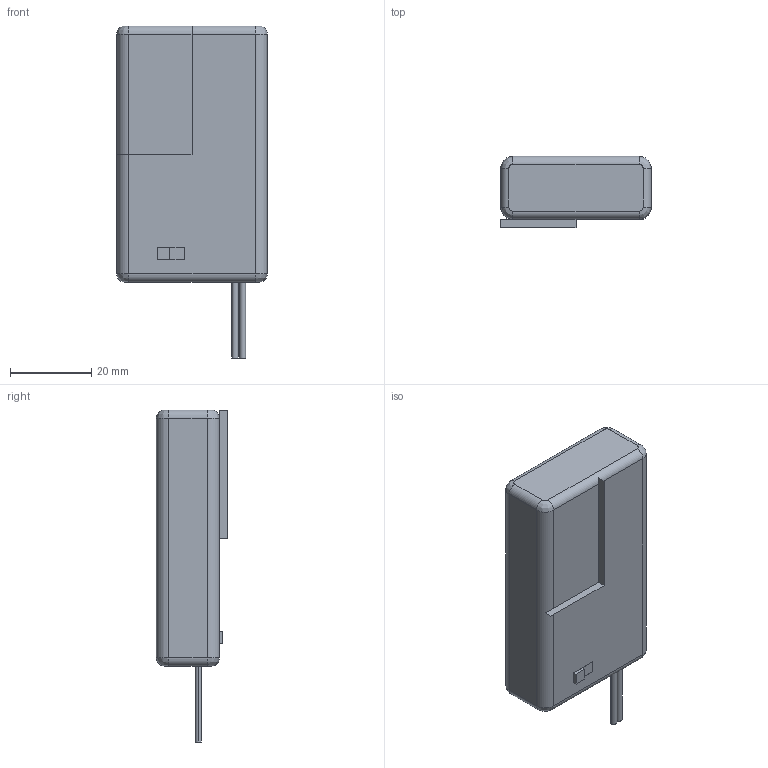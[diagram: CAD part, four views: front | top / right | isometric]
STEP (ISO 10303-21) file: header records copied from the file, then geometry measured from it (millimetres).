
FILE_DESCRIPTION((''),'2;1');
FILE_NAME('3P-AAA000','2025-02-19T11:43:09',('qinghui.yi'),(''),'CREO PARAMETRIC BY PTC INC, 2023154','CREO PARAMETRIC BY PTC INC, 2023154','');
FILE_SCHEMA(('CONFIG_CONTROL_DESIGN'));
Length unit declared in the file: millimetre
Products named in the file (1): 3P-AAA000
Bounding box: 37 x 17.5 x 81.67 mm (x, y, z)
Volume: 35548.4 mm3; surface area: 7552.6 mm2
Topology: 2 solids, 3 shells, 45 faces, 99 edges, 62 vertices
Faces by surface type: plane 21, cylinder 16, bspline 8
Entity records: 1363 total; most frequent: CARTESIAN_POINT 327, DIRECTION 215, ORIENTED_EDGE 192, EDGE_CURVE 99, AXIS2_PLACEMENT_3D 78, VERTEX_POINT 62, VECTOR 59, LINE 59
